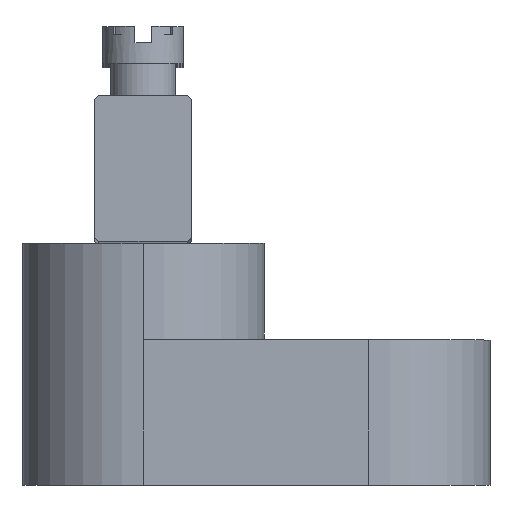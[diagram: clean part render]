
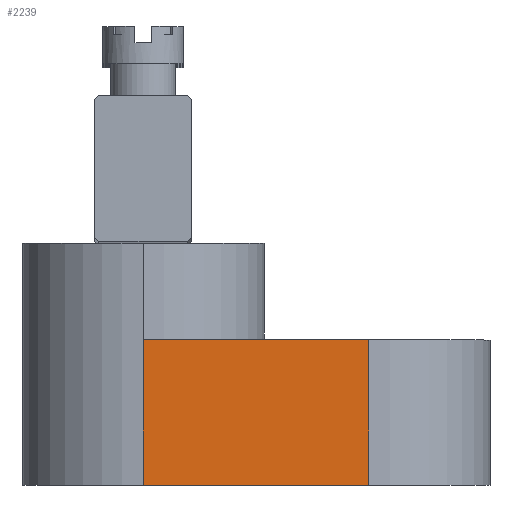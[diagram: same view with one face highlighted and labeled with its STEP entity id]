
A CAD part, top view. The second image highlights one B-rep face of the part: STEP entity #2239.
In plain terms, the highlighted planar face has unit normal (0, 0, 1).
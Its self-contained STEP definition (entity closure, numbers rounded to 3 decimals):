
#204 = FACE_OUTER_BOUND ( 'NONE', #9997, .T. ) ;
#241 = VERTEX_POINT ( 'NONE', #4817 ) ;
#542 = CARTESIAN_POINT ( 'NONE',  ( -14.5, 0., 7.5 ) ) ;
#550 = DIRECTION ( 'NONE',  ( 1., 0., 0. ) ) ;
#746 = EDGE_CURVE ( 'NONE', #241, #2408, #10099, .T. ) ;
#1445 = VECTOR ( 'NONE', #8738, 1000. ) ;
#1570 = LINE ( 'NONE', #10166, #3598 ) ;
#1656 = EDGE_CURVE ( 'NONE', #7913, #241, #10716, .T. ) ;
#2155 = VECTOR ( 'NONE', #550, 1000. ) ;
#2239 = ADVANCED_FACE ( 'NONE', ( #204 ), #3298, .F. ) ;
#2408 = VERTEX_POINT ( 'NONE', #10742 ) ;
#2492 = EDGE_CURVE ( 'NONE', #2548, #2408, #6100, .T. ) ;
#2548 = VERTEX_POINT ( 'NONE', #8274 ) ;
#3077 = EDGE_CURVE ( 'NONE', #7913, #2548, #1570, .T. ) ;
#3140 = DIRECTION ( 'NONE',  ( 0., 0., -1. ) ) ;
#3145 = ORIENTED_EDGE ( 'NONE', *, *, #3077, .F. ) ;
#3171 = DIRECTION ( 'NONE',  ( -1., 0., 0. ) ) ;
#3298 = PLANE ( 'NONE',  #8729 ) ;
#3324 = CARTESIAN_POINT ( 'NONE',  ( -14.5, 9., 7.5 ) ) ;
#3451 = ORIENTED_EDGE ( 'NONE', *, *, #1656, .T. ) ;
#3490 = VECTOR ( 'NONE', #4313, 1000. ) ;
#3598 = VECTOR ( 'NONE', #10266, 1000. ) ;
#3659 = CARTESIAN_POINT ( 'NONE',  ( 7., -10.607, 7.5 ) ) ;
#3681 = ORIENTED_EDGE ( 'NONE', *, *, #2492, .F. ) ;
#4313 = DIRECTION ( 'NONE',  ( 0., 1., 0. ) ) ;
#4817 = CARTESIAN_POINT ( 'NONE',  ( 7., 0., 7.5 ) ) ;
#6100 = LINE ( 'NONE', #8876, #1445 ) ;
#7674 = ORIENTED_EDGE ( 'NONE', *, *, #746, .T. ) ;
#7913 = VERTEX_POINT ( 'NONE', #8118 ) ;
#8118 = CARTESIAN_POINT ( 'NONE',  ( -7., 0., 7.5 ) ) ;
#8274 = CARTESIAN_POINT ( 'NONE',  ( -7., 9., 7.5 ) ) ;
#8729 = AXIS2_PLACEMENT_3D ( 'NONE', #3324, #3140, #3171 ) ;
#8738 = DIRECTION ( 'NONE',  ( 1., 0., 0. ) ) ;
#8876 = CARTESIAN_POINT ( 'NONE',  ( -14.5, 9., 7.5 ) ) ;
#9997 = EDGE_LOOP ( 'NONE', ( #7674, #3681, #3145, #3451 ) ) ;
#10099 = LINE ( 'NONE', #3659, #3490 ) ;
#10166 = CARTESIAN_POINT ( 'NONE',  ( -7., -10.607, 7.5 ) ) ;
#10266 = DIRECTION ( 'NONE',  ( 0., 1., 0. ) ) ;
#10716 = LINE ( 'NONE', #542, #2155 ) ;
#10742 = CARTESIAN_POINT ( 'NONE',  ( 7., 9., 7.5 ) ) ;
